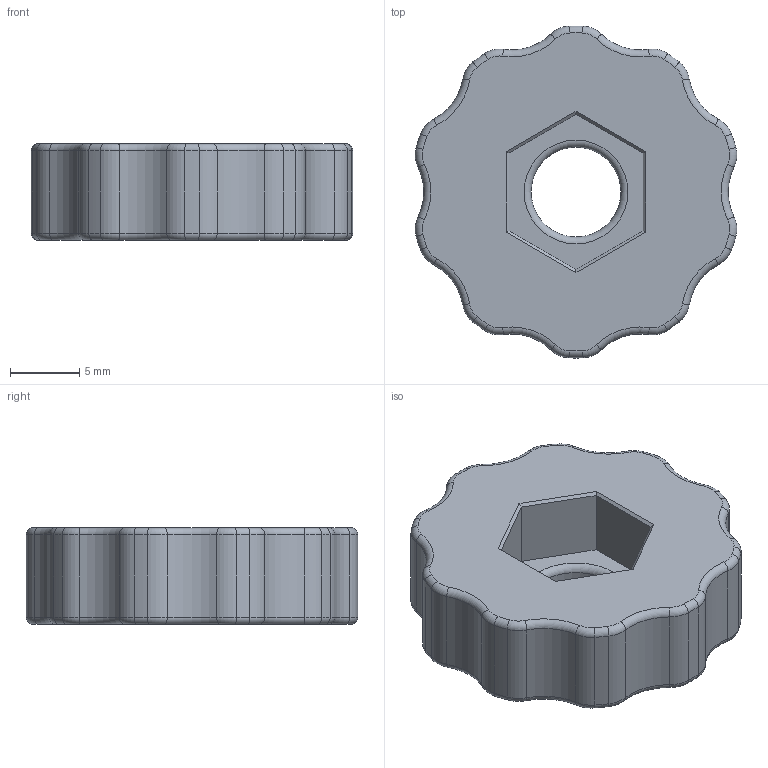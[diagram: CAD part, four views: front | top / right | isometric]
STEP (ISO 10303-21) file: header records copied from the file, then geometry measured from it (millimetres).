
FILE_DESCRIPTION(/* description */ (''),/* implementation_level */ '2;1');
FILE_NAME(/* name */ 'Mutter_M6_oben.stp',/* time_stamp */ '2024-03-06T16:13:14+01:00',/* author */ ('andre'),/* organization */ (''),/* preprocessor_version */ 'ST-DEVELOPER v20',/* originating_system */ 'Autodesk Inventor 2024',/* authorisation */ '');
FILE_SCHEMA (('AUTOMOTIVE_DESIGN { 1 0 10303 214 3 1 1 }'));
Length unit declared in the file: millimetre
Products named in the file (1): Mutter_M6_oben
Bounding box: 23.27 x 24 x 7 mm (x, y, z)
Volume: 2447.6 mm3; surface area: 1471.7 mm2
Topology: 1 solids, 1 shells, 138 faces, 318 edges, 183 vertices
Faces by surface type: torus 82, cylinder 41, plane 15
Full cylindrical faces by diameter (mm): 6.5 x1
Entity records: 4000 total; most frequent: DIRECTION 843, CARTESIAN_POINT 640, ORIENTED_EDGE 636, AXIS2_PLACEMENT_3D 386, EDGE_CURVE 318, CIRCLE 247, VERTEX_POINT 183, EDGE_LOOP 141
